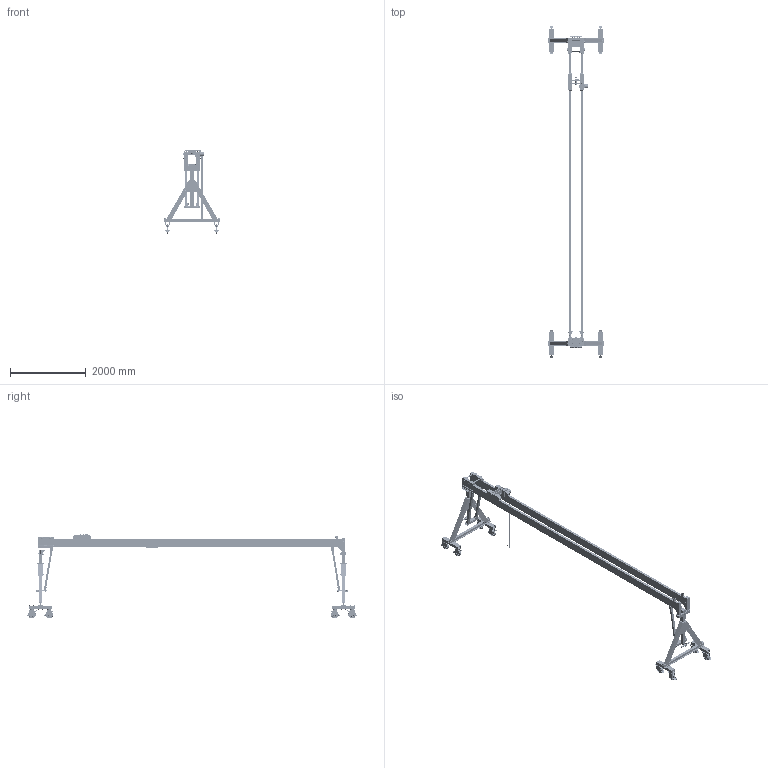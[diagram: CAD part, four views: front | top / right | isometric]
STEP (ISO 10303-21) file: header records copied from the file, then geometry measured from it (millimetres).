
FILE_DESCRIPTION(/* description */ (''),/* implementation_level */ '2;1');
FILE_NAME(/* name */ '14402080-10_Portalkran.stp',/* time_stamp */ '2020-10-14T15:24:35+02:00',/* author */ ('stephan'),/* organization */ (''),/* preprocessor_version */ 'ST-DEVELOPER v17.2',/* originating_system */ 'Autodesk Inventor 2019',/* authorisation */ '');
FILE_SCHEMA (('AUTOMOTIVE_DESIGN { 1 0 10303 214 3 1 1 }'));
Products named in the file (1): 14402080-001_Shrinkwrap_1
Bounding box: 1510.65 x 8751.86 x 2237.93 mm (x, y, z)
Volume: 163674856.1 mm3; surface area: 40481875.3 mm2
Topology: 490 solids, 490 shells, 13902 faces, 35037 edges, 22867 vertices
Faces by surface type: plane 7322, cylinder 2106, bspline 2045, cone 1587, torus 649, sphere 193
Full cylindrical faces by diameter (mm): 2.1 x2, 4.2 x3, 6 x28, 8 x18, 8.9 x5, 9.4 x4, 9.999 x8, 10 x76, 11.34 x2, 11.6 x12, 12 x51, 13 x10, 13.5 x4, 13.6 x2, 13.95 x48, 14 x4, 14.917 x4, 15 x1, 15.24 x6, 15.6 x98, 15.9 x2, 16 x27, 17 x16, 17.4 x44, 18 x35, 18.999 x8, 19 x8, 19.8 x2, 19.9 x4, 20 x62
Entity records: 599548 total; most frequent: CARTESIAN_POINT 268604, ORIENTED_EDGE 70066, DIRECTION 60555, EDGE_CURVE 35033, VERTEX_POINT 22867, AXIS2_PLACEMENT_3D 22572, LINE 15411, VECTOR 15411
